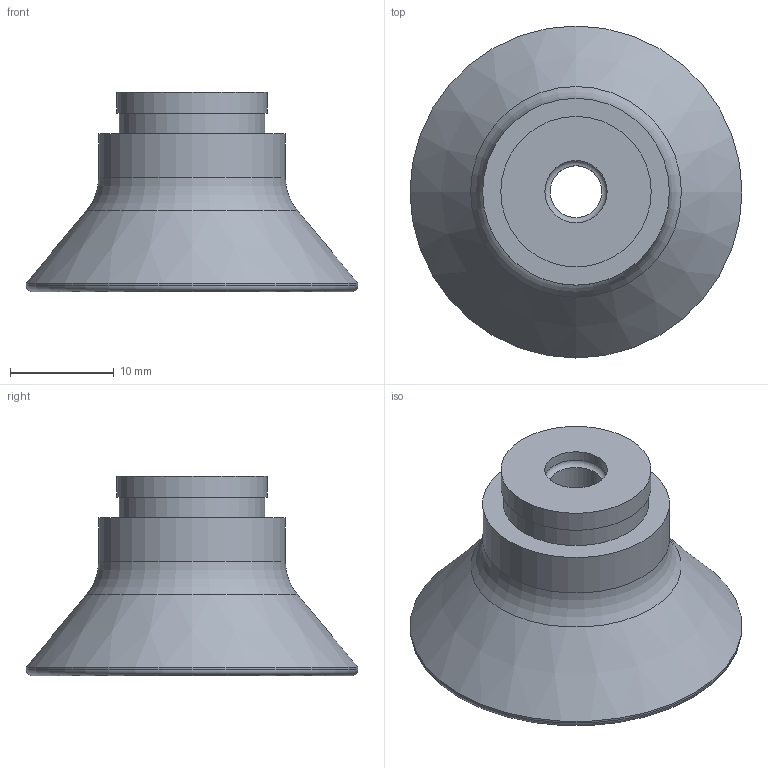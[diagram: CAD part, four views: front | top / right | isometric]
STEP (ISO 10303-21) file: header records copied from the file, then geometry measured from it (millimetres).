
FILE_DESCRIPTION( ( 'Unknown' ), '1' );
FILE_NAME( 'PIAB_ISM_0101125.stp', 'Unknown', ( 'MaK' ), ( 'FALUTEKNIK AB' ), 'XStep 1.0', 'Solid Edge V15', ' ' );
FILE_SCHEMA( ( 'CONFIG_CONTROL_DESIGN' ) );
Length unit declared in the file: millimetre
Products named in the file (1): PIAB_ISM_0101125_01
Bounding box: 32 x 32 x 19.2 mm (x, y, z)
Volume: 3270.4 mm3; surface area: 2995.7 mm2
Topology: 1 solids, 2 shells, 22 faces, 40 edges, 23 vertices
Faces by surface type: cylinder 9, torus 6, plane 5, cone 2
Full cylindrical faces by diameter (mm): 5 x1, 6 x1, 7 x1, 9.5 x1, 10 x1, 14 x1, 14.5 x1, 18 x1, 32 x1
Entity records: 495 total; most frequent: DIRECTION 90, CARTESIAN_POINT 67, AXIS2_PLACEMENT_3D 45, EDGE_LOOP 44, ORIENTED_EDGE 44, FACE_OUTER_BOUND 37, ADVANCED_FACE 22, EDGE_CURVE 22
